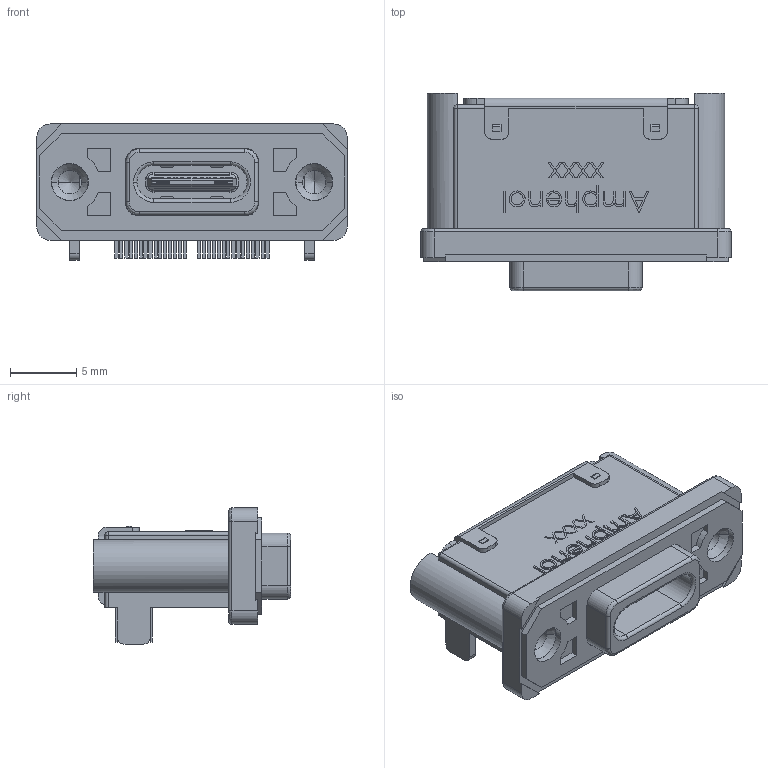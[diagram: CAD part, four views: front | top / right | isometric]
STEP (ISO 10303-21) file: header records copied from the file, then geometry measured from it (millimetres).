
FILE_DESCRIPTION(('FreeCAD Model'),'2;1');
FILE_NAME('M-MUSBR-M1C1-X0-REVT4.step' ,'2019-12-17T15:39:05',('kicad StepUp'),('ksu MCAD'), 'Open CASCADE STEP processor 7.3','FreeCAD','Unknown');
FILE_SCHEMA(('AUTOMOTIVE_DESIGN { 1 0 10303 214 1 1 1 1 }'));
Length unit declared in the file: millimetre
Products named in the file (1): M-MUSBR-M1C1-X0-REVT4
Bounding box: 23.5 x 14.95 x 10.3 mm (x, y, z)
Volume: 1577.8 mm3; surface area: 1603.2 mm2
Topology: 1 solids, 1 shells, 907 faces, 2419 edges, 1575 vertices
Faces by surface type: plane 655, cylinder 157, bspline 87, cone 8
Entity records: 31103 total; most frequent: CARTESIAN_POINT 9589, ORIENTED_EDGE 4826, DIRECTION 3781, EDGE_CURVE 2413, LINE 1723, VECTOR 1723, VERTEX_POINT 1575, AXIS2_PLACEMENT_3D 1029
